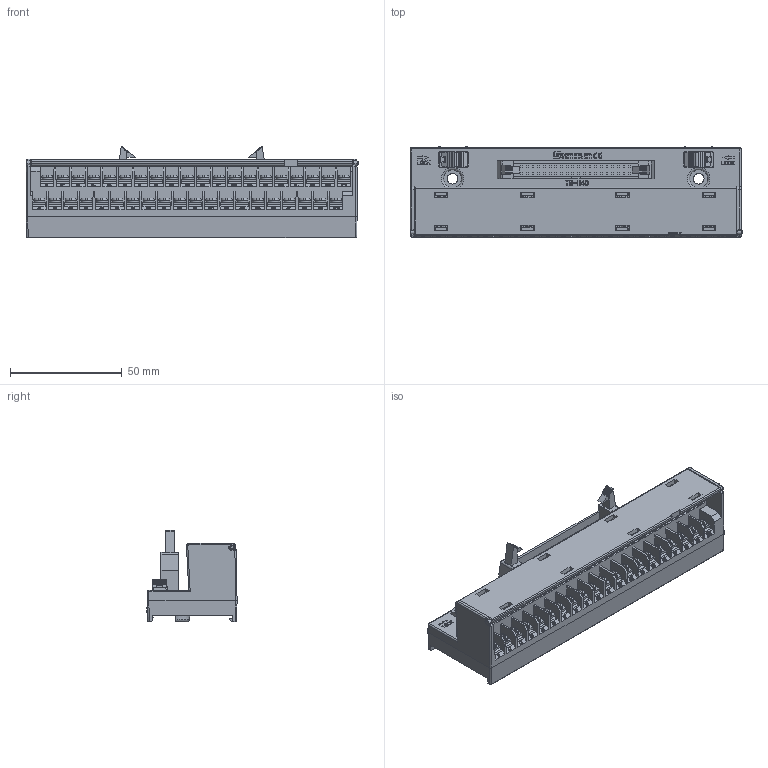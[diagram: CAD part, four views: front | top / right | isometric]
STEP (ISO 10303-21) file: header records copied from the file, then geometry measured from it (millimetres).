
FILE_DESCRIPTION(/* description */ (''),/* implementation_level */ '2;1');
FILE_NAME(/* name */ 'TB-H40.stp',/* time_stamp */ '2024-08-08T14:39:25+08:00',/* author */ (''),/* organization */ (''),/* preprocessor_version */ 'ST-DEVELOPER v14',/* originating_system */ 'SIEMENS PLM Software NX 8.0',/* authorisation */ '');
FILE_SCHEMA (('AUTOMOTIVE_DESIGN { 1 0 10303 214 3 1 1 1 }'));
Products named in the file (1): TB-H40 3D_stp
Bounding box: 148.4 x 40.3 x 41.05 mm (x, y, z)
Volume: 104503.2 mm3; surface area: 48304.1 mm2
Topology: 1 solids, 6 shells, 5779 faces, 16412 edges, 10863 vertices
Faces by surface type: plane 5317, cylinder 340, torus 92, bspline 12, cone 6, sphere 6, extrusion 6
Full cylindrical faces by diameter (mm): 1.95 x2, 3.3 x2, 3.781 x40, 4.8 x2, 4.975 x40
Entity records: 187926 total; most frequent: CARTESIAN_POINT 37529, ORIENTED_EDGE 32440, DIRECTION 28250, EDGE_CURVE 16220, VECTOR 14676, LINE 14670, VERTEX_POINT 10771, AXIS2_PLACEMENT_3D 6787
